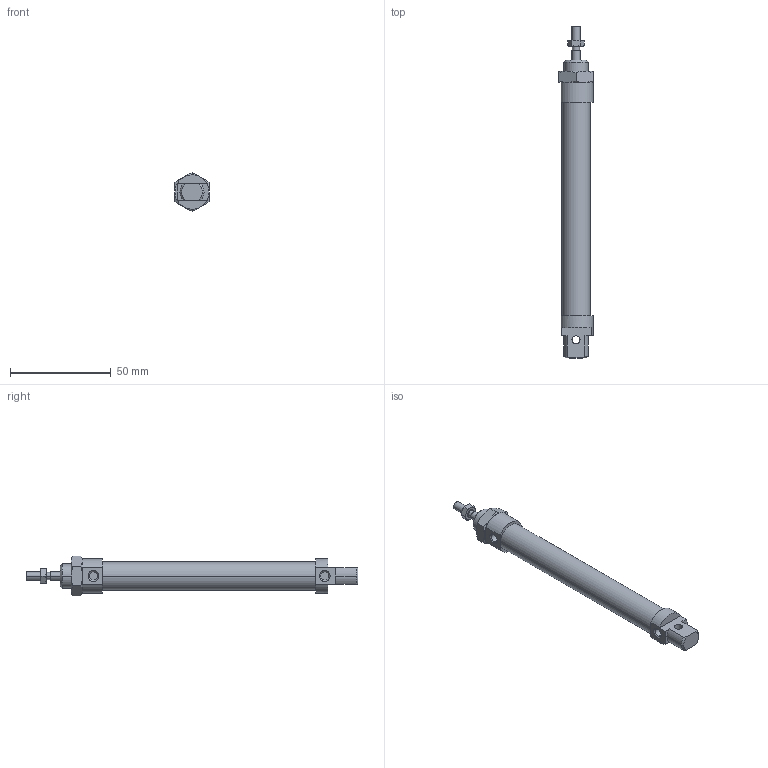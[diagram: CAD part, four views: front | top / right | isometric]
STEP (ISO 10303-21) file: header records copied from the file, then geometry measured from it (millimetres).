
FILE_DESCRIPTION((''),'2;1');
FILE_NAME('1260_10_0080.stp','2003-04-02T14:56:41',('maffial1'),(''),'Autodesk Inventor (R) 6.0','Autodesk Inventor (R) 6.0','');
FILE_SCHEMA(('AUTOMOTIVE_DESIGN { 1 0 10303 214 1 1 1 1 }'));
Length unit declared in the file: millimetre
Products named in the file (5): 1260_10_0080; S1260_10_80; 1200_10_05; 1200_10_06; C1260_10_80
Assembly tree (4 placements, depth 2):
  1260_10_0080
    S1260_10_80
    1200_10_05
    1200_10_06
    C1260_10_80
Bounding box: 17 x 165 x 19.63 mm (x, y, z)
Volume: 23429.8 mm3; surface area: 10961.7 mm2
Topology: 4 solids, 4 shells, 116 faces, 252 edges, 152 vertices
Faces by surface type: cone 40, plane 34, cylinder 22, bspline 20
Entity records: 3475 total; most frequent: CARTESIAN_POINT 945, DIRECTION 522, ORIENTED_EDGE 504, EDGE_CURVE 252, AXIS2_PLACEMENT_3D 217, VERTEX_POINT 152, EDGE_LOOP 130, FACE_OUTER_BOUND 116
